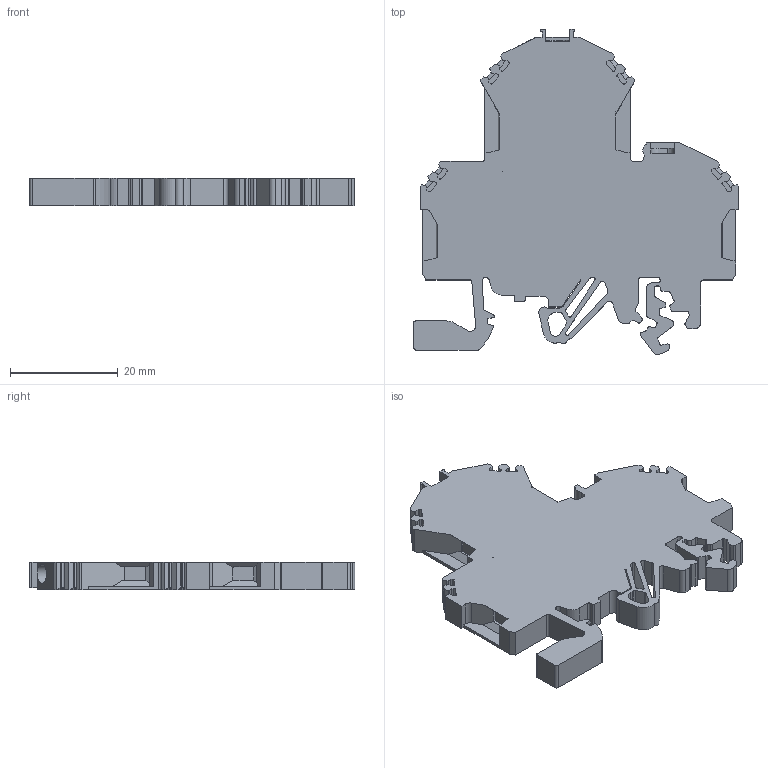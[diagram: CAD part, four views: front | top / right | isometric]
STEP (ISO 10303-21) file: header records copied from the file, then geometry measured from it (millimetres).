
FILE_DESCRIPTION(/* description */ (''),/* implementation_level */ '2;1');
FILE_NAME(/* name */ '1206_RKD25_SV_iso.stp',/* time_stamp */ '2011-07-22T08:39:19+02:00',/* author */ (''),/* organization */ (''),/* preprocessor_version */ 'ST-DEVELOPER v11',/* originating_system */ 'SIEMENS UGS NX 6.0',/* authorisation */ '');
FILE_SCHEMA (('CONFIG_CONTROL_DESIGN'));
Length unit declared in the file: millimetre
Products named in the file (1): 1206_RKD25_SV_iso
Bounding box: 60.2 x 60.36 x 5.1 mm (x, y, z)
Volume: 10327.1 mm3; surface area: 6920.3 mm2
Topology: 1 solids, 1 shells, 413 faces, 1219 edges, 811 vertices
Faces by surface type: plane 294, cylinder 119
Full cylindrical faces by diameter (mm): 3.5 x2
Entity records: 13879 total; most frequent: CARTESIAN_POINT 2467, ORIENTED_EDGE 2444, DIRECTION 2293, EDGE_CURVE 1222, LINE 973, VECTOR 973, VERTEX_POINT 822, AXIS2_PLACEMENT_3D 660
